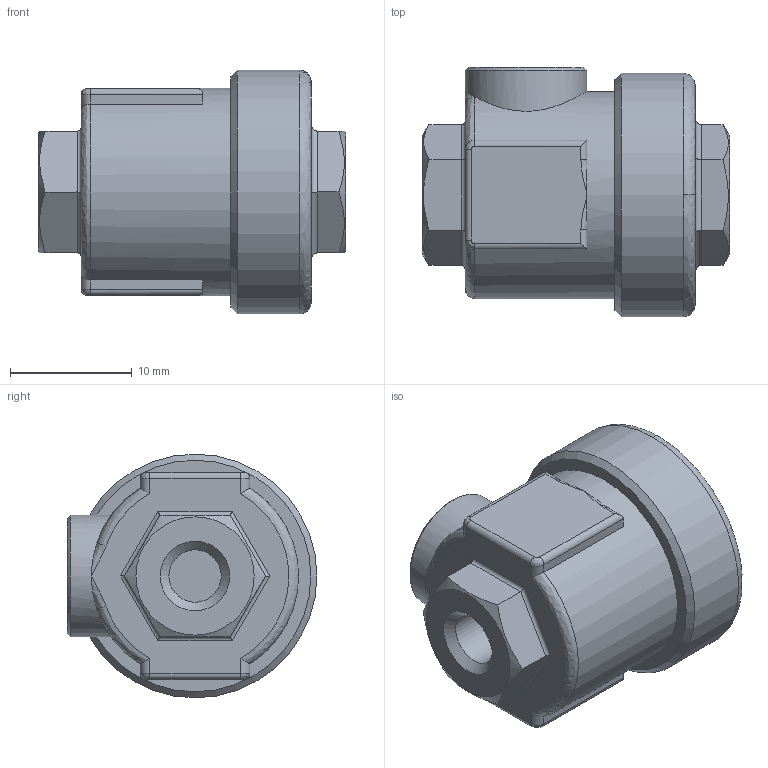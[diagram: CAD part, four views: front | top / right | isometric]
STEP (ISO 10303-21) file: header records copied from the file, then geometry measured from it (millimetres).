
FILE_DESCRIPTION( ( 'STEP AP214' ), '1' );
FILE_NAME( 'psolqas_16196_26.stp', '2020-12-01T16:23:59', ( 'License CC BY-ND 4.0' ), ( 'CADENAS' ), ' ', 'PARTsolutions', ' ' );
FILE_SCHEMA( ( 'AUTOMOTIVE_DESIGN { 1 0 10303 214 1 1 1 1 }' ) );
Length unit declared in the file: metre
Products named in the file (1): NONE
Bounding box: 25.2 x 20.5 x 20 mm (x, y, z)
Volume: 5444.9 mm3; surface area: 2117.8 mm2
Topology: 1 solids, 1 shells, 85 faces, 196 edges, 113 vertices
Faces by surface type: cylinder 33, plane 30, bspline 15, cone 7
Full cylindrical faces by diameter (mm): 4.2 x2, 4.3 x1, 10 x1, 17 x1, 20 x1
Entity records: 3483 total; most frequent: CARTESIAN_POINT 1140, ORIENTED_EDGE 352, DIRECTION 302, EDGE_CURVE 176, AXIS2_PLACEMENT_3D 115, VERTEX_POINT 112, EDGE_LOOP 104, FACE_OUTER_BOUND 91
